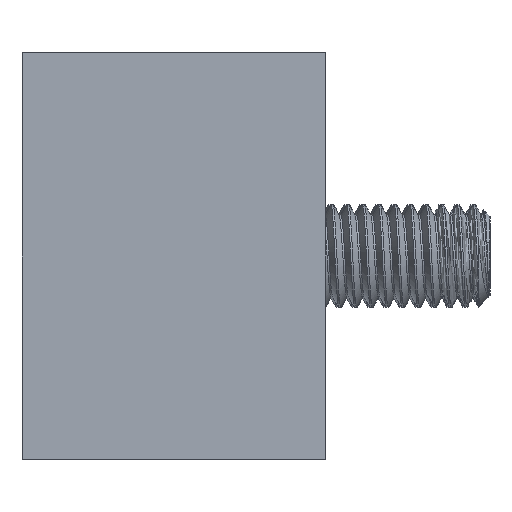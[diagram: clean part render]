
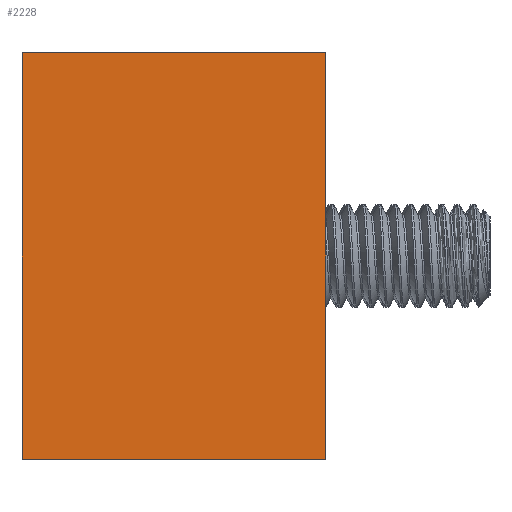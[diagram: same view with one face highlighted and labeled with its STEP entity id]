
A CAD part, left-side view. The second image highlights one B-rep face of the part: STEP entity #2228.
In plain terms, the highlighted planar face has unit normal (-1, 0, 0).
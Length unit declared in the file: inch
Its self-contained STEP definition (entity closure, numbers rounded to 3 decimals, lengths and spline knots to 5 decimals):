
#142 = CARTESIAN_POINT ( 'NONE',  ( 0., 0., 0. ) ) ;
#154 = VERTEX_POINT ( 'NONE', #5021 ) ;
#353 = VERTEX_POINT ( 'NONE', #142 ) ;
#540 = ORIENTED_EDGE ( 'NONE', *, *, #3047, .T. ) ;
#867 = ORIENTED_EDGE ( 'NONE', *, *, #5115, .F. ) ;
#1191 = FACE_OUTER_BOUND ( 'NONE', #2565, .T. ) ;
#1433 = AXIS2_PLACEMENT_3D ( 'NONE', #3251, #1781, #3274 ) ;
#1496 = LINE ( 'NONE', #3087, #5129 ) ;
#1781 = DIRECTION ( 'NONE',  ( -1., 0., 0. ) ) ;
#1829 = LINE ( 'NONE', #2622, #4140 ) ;
#1842 = CARTESIAN_POINT ( 'NONE',  ( 0., 0., 0. ) ) ;
#1959 = VERTEX_POINT ( 'NONE', #5201 ) ;
#2111 = DIRECTION ( 'NONE',  ( 0., 0., -1. ) ) ;
#2228 = ADVANCED_FACE ( 'NONE', ( #1191 ), #2773, .T. ) ;
#2239 = VECTOR ( 'NONE', #3081, 39.37008 ) ;
#2336 = DIRECTION ( 'NONE',  ( 0., 1., 0. ) ) ;
#2401 = VERTEX_POINT ( 'NONE', #5449 ) ;
#2565 = EDGE_LOOP ( 'NONE', ( #540, #4347, #867, #5773 ) ) ;
#2583 = CARTESIAN_POINT ( 'NONE',  ( 0., 0., 0. ) ) ;
#2622 = CARTESIAN_POINT ( 'NONE',  ( 0., 1.47992, 0. ) ) ;
#2734 = EDGE_CURVE ( 'NONE', #1959, #2401, #1829, .T. ) ;
#2773 = PLANE ( 'NONE',  #1433 ) ;
#3047 = EDGE_CURVE ( 'NONE', #353, #1959, #5842, .T. ) ;
#3081 = DIRECTION ( 'NONE',  ( 0., 0., -1. ) ) ;
#3087 = CARTESIAN_POINT ( 'NONE',  ( 0., 0., -1.97992 ) ) ;
#3207 = VECTOR ( 'NONE', #2336, 39.37008 ) ;
#3251 = CARTESIAN_POINT ( 'NONE',  ( 0., 0., 0. ) ) ;
#3274 = DIRECTION ( 'NONE',  ( 0., 0., 1. ) ) ;
#3596 = DIRECTION ( 'NONE',  ( 0., 1., 0. ) ) ;
#4140 = VECTOR ( 'NONE', #2111, 39.37008 ) ;
#4347 = ORIENTED_EDGE ( 'NONE', *, *, #2734, .T. ) ;
#4865 = LINE ( 'NONE', #2583, #2239 ) ;
#5021 = CARTESIAN_POINT ( 'NONE',  ( 0., 0., -1.97992 ) ) ;
#5115 = EDGE_CURVE ( 'NONE', #154, #2401, #1496, .T. ) ;
#5129 = VECTOR ( 'NONE', #3596, 39.37008 ) ;
#5201 = CARTESIAN_POINT ( 'NONE',  ( 0., 1.47992, 0. ) ) ;
#5449 = CARTESIAN_POINT ( 'NONE',  ( 0., 1.47992, -1.97992 ) ) ;
#5773 = ORIENTED_EDGE ( 'NONE', *, *, #6363, .F. ) ;
#5842 = LINE ( 'NONE', #1842, #3207 ) ;
#6363 = EDGE_CURVE ( 'NONE', #353, #154, #4865, .T. ) ;
